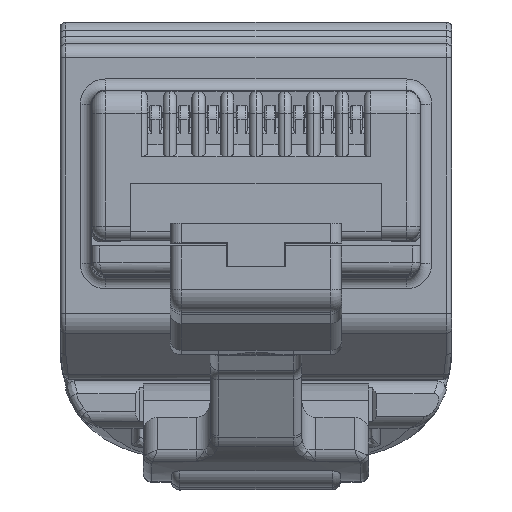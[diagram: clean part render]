
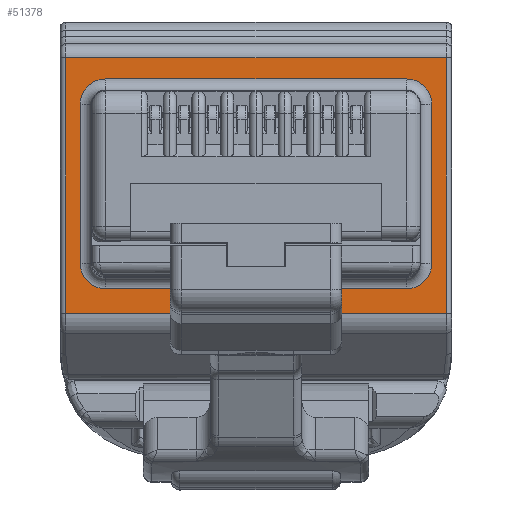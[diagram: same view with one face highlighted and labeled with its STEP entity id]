
A CAD part, top view. The second image highlights one B-rep face of the part: STEP entity #51378.
In plain terms, the highlighted planar face has unit normal (0, 0, 1).
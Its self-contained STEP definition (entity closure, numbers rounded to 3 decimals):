
#1890 = AXIS2_PLACEMENT_3D ( 'NONE', #68232, #33209, #74179 ) ;
#2281 = CARTESIAN_POINT ( 'NONE',  ( 5.34, 7.05, -12.7 ) ) ;
#2654 = ORIENTED_EDGE ( 'NONE', *, *, #27088, .T. ) ;
#4570 = CARTESIAN_POINT ( 'NONE',  ( 6.24, 6.15, -12.7 ) ) ;
#5729 = CARTESIAN_POINT ( 'NONE',  ( 6.24, 0.5, -12.7 ) ) ;
#6089 = VERTEX_POINT ( 'NONE', #13056 ) ;
#6141 = CARTESIAN_POINT ( 'NONE',  ( 5.34, 0.5, -12.7 ) ) ;
#6427 = ORIENTED_EDGE ( 'NONE', *, *, #23602, .T. ) ;
#6733 = ORIENTED_EDGE ( 'NONE', *, *, #13611, .T. ) ;
#7096 = LINE ( 'NONE', #31054, #65843 ) ;
#7203 = EDGE_CURVE ( 'NONE', #29811, #10394, #60257, .T. ) ;
#8179 = ORIENTED_EDGE ( 'NONE', *, *, #8421, .T. ) ;
#8379 = CIRCLE ( 'NONE', #29967, 0.9 ) ;
#8421 = EDGE_CURVE ( 'NONE', #35740, #76088, #49959, .T. ) ;
#8798 = VERTEX_POINT ( 'NONE', #17734 ) ;
#9377 = EDGE_LOOP ( 'NONE', ( #71476, #6427, #30492, #8179, #36274, #15296, #6733, #46298 ) ) ;
#9810 = LINE ( 'NONE', #54171, #39276 ) ;
#10394 = VERTEX_POINT ( 'NONE', #20610 ) ;
#11373 = DIRECTION ( 'NONE',  ( 0., 0., -1. ) ) ;
#12062 = DIRECTION ( 'NONE',  ( -1., 0., 0. ) ) ;
#12338 = CARTESIAN_POINT ( 'NONE',  ( -5.34, -0.4, -12.7 ) ) ;
#12347 = CARTESIAN_POINT ( 'NONE',  ( -5.34, 7.05, -12.7 ) ) ;
#12434 = DIRECTION ( 'NONE',  ( -1., 0., 0. ) ) ;
#12901 = AXIS2_PLACEMENT_3D ( 'NONE', #27624, #68598, #33589 ) ;
#13056 = CARTESIAN_POINT ( 'NONE',  ( 5.34, -0.4, -12.7 ) ) ;
#13611 = EDGE_CURVE ( 'NONE', #6089, #37275, #27594, .T. ) ;
#14651 = LINE ( 'NONE', #48017, #59581 ) ;
#15296 = ORIENTED_EDGE ( 'NONE', *, *, #30264, .T. ) ;
#15323 = EDGE_LOOP ( 'NONE', ( #16728, #25976, #2654, #58669 ) ) ;
#16728 = ORIENTED_EDGE ( 'NONE', *, *, #39677, .T. ) ;
#17734 = CARTESIAN_POINT ( 'NONE',  ( -6.24, 6.15, -12.7 ) ) ;
#18773 = VERTEX_POINT ( 'NONE', #20044 ) ;
#19423 = CIRCLE ( 'NONE', #1890, 0.9 ) ;
#20044 = CARTESIAN_POINT ( 'NONE',  ( -6.24, 0.5, -12.7 ) ) ;
#20465 = EDGE_CURVE ( 'NONE', #76088, #39506, #34816, .T. ) ;
#20610 = CARTESIAN_POINT ( 'NONE',  ( -6.75, -1.267, -12.7 ) ) ;
#21154 = DIRECTION ( 'NONE',  ( 0., 0., -1. ) ) ;
#21232 = DIRECTION ( 'NONE',  ( -1., 0., 0. ) ) ;
#22187 = DIRECTION ( 'NONE',  ( 0., 1., 0. ) ) ;
#23602 = EDGE_CURVE ( 'NONE', #8798, #27446, #19423, .T. ) ;
#24054 = EDGE_CURVE ( 'NONE', #27446, #35740, #14651, .T. ) ;
#25976 = ORIENTED_EDGE ( 'NONE', *, *, #56337, .T. ) ;
#26348 = FACE_OUTER_BOUND ( 'NONE', #15323, .T. ) ;
#27088 = EDGE_CURVE ( 'NONE', #32821, #29811, #44314, .T. ) ;
#27227 = VECTOR ( 'NONE', #47557, 1000. ) ;
#27446 = VERTEX_POINT ( 'NONE', #12347 ) ;
#27594 = LINE ( 'NONE', #39033, #56924 ) ;
#27624 = CARTESIAN_POINT ( 'NONE',  ( 5.34, 6.15, -12.7 ) ) ;
#29811 = VERTEX_POINT ( 'NONE', #65214 ) ;
#29837 = CARTESIAN_POINT ( 'NONE',  ( -6.75, 0., -12.7 ) ) ;
#29967 = AXIS2_PLACEMENT_3D ( 'NONE', #46593, #11373, #52410 ) ;
#30264 = EDGE_CURVE ( 'NONE', #39506, #6089, #32771, .T. ) ;
#30492 = ORIENTED_EDGE ( 'NONE', *, *, #24054, .T. ) ;
#30958 = CARTESIAN_POINT ( 'NONE',  ( 0., 7.8, -12.7 ) ) ;
#31054 = CARTESIAN_POINT ( 'NONE',  ( -6.24, 0., -12.7 ) ) ;
#32771 = CIRCLE ( 'NONE', #44169, 0.9 ) ;
#32821 = VERTEX_POINT ( 'NONE', #71722 ) ;
#33209 = DIRECTION ( 'NONE',  ( 0., 0., -1. ) ) ;
#33589 = DIRECTION ( 'NONE',  ( -1., 0., 0. ) ) ;
#34816 = LINE ( 'NONE', #53239, #62224 ) ;
#35740 = VERTEX_POINT ( 'NONE', #2281 ) ;
#36274 = ORIENTED_EDGE ( 'NONE', *, *, #20465, .T. ) ;
#36536 = DIRECTION ( 'NONE',  ( 1., 0., 0. ) ) ;
#36980 = DIRECTION ( 'NONE',  ( 0., 1., 0. ) ) ;
#37275 = VERTEX_POINT ( 'NONE', #12338 ) ;
#38369 = CARTESIAN_POINT ( 'NONE',  ( 6.75, -1.267, -12.7 ) ) ;
#38992 = CARTESIAN_POINT ( 'NONE',  ( 6.75, 0., -12.7 ) ) ;
#39033 = CARTESIAN_POINT ( 'NONE',  ( 0., -0.4, -12.7 ) ) ;
#39276 = VECTOR ( 'NONE', #48356, 1000. ) ;
#39506 = VERTEX_POINT ( 'NONE', #5729 ) ;
#39677 = EDGE_CURVE ( 'NONE', #10394, #45640, #9810, .T. ) ;
#41788 = DIRECTION ( 'NONE',  ( 0., -1., 0. ) ) ;
#42048 = FACE_BOUND ( 'NONE', #9377, .T. ) ;
#42782 = LINE ( 'NONE', #38992, #56442 ) ;
#44169 = AXIS2_PLACEMENT_3D ( 'NONE', #6141, #47276, #12062 ) ;
#44314 = LINE ( 'NONE', #30958, #73568 ) ;
#45640 = VERTEX_POINT ( 'NONE', #38369 ) ;
#46298 = ORIENTED_EDGE ( 'NONE', *, *, #65394, .T. ) ;
#46593 = CARTESIAN_POINT ( 'NONE',  ( -5.34, 0.5, -12.7 ) ) ;
#47276 = DIRECTION ( 'NONE',  ( 0., 0., -1. ) ) ;
#47557 = DIRECTION ( 'NONE',  ( 0., -1., 0. ) ) ;
#47899 = AXIS2_PLACEMENT_3D ( 'NONE', #56301, #21154, #63222 ) ;
#48017 = CARTESIAN_POINT ( 'NONE',  ( 5.34, 7.05, -12.7 ) ) ;
#48356 = DIRECTION ( 'NONE',  ( 1., 0., 0. ) ) ;
#49959 = CIRCLE ( 'NONE', #12901, 0.9 ) ;
#51378 = ADVANCED_FACE ( 'NONE', ( #42048, #26348 ), #67818, .F. ) ;
#52410 = DIRECTION ( 'NONE',  ( -1., 0., 0. ) ) ;
#53239 = CARTESIAN_POINT ( 'NONE',  ( 6.24, 0., -12.7 ) ) ;
#54171 = CARTESIAN_POINT ( 'NONE',  ( 0., -1.267, -12.7 ) ) ;
#56301 = CARTESIAN_POINT ( 'NONE',  ( 0., 0., -12.7 ) ) ;
#56337 = EDGE_CURVE ( 'NONE', #45640, #32821, #42782, .T. ) ;
#56442 = VECTOR ( 'NONE', #22187, 1000. ) ;
#56924 = VECTOR ( 'NONE', #21232, 1000. ) ;
#58669 = ORIENTED_EDGE ( 'NONE', *, *, #7203, .T. ) ;
#59581 = VECTOR ( 'NONE', #36536, 1000. ) ;
#60257 = LINE ( 'NONE', #29837, #27227 ) ;
#62224 = VECTOR ( 'NONE', #41788, 1000. ) ;
#63222 = DIRECTION ( 'NONE',  ( -1., 0., 0. ) ) ;
#65214 = CARTESIAN_POINT ( 'NONE',  ( -6.75, 7.8, -12.7 ) ) ;
#65394 = EDGE_CURVE ( 'NONE', #37275, #18773, #8379, .T. ) ;
#65843 = VECTOR ( 'NONE', #36980, 1000. ) ;
#67079 = EDGE_CURVE ( 'NONE', #18773, #8798, #7096, .T. ) ;
#67818 = PLANE ( 'NONE',  #47899 ) ;
#68232 = CARTESIAN_POINT ( 'NONE',  ( -5.34, 6.15, -12.7 ) ) ;
#68598 = DIRECTION ( 'NONE',  ( 0., 0., -1. ) ) ;
#71476 = ORIENTED_EDGE ( 'NONE', *, *, #67079, .T. ) ;
#71722 = CARTESIAN_POINT ( 'NONE',  ( 6.75, 7.8, -12.7 ) ) ;
#73568 = VECTOR ( 'NONE', #12434, 1000. ) ;
#74179 = DIRECTION ( 'NONE',  ( -1., 0., 0. ) ) ;
#76088 = VERTEX_POINT ( 'NONE', #4570 ) ;
